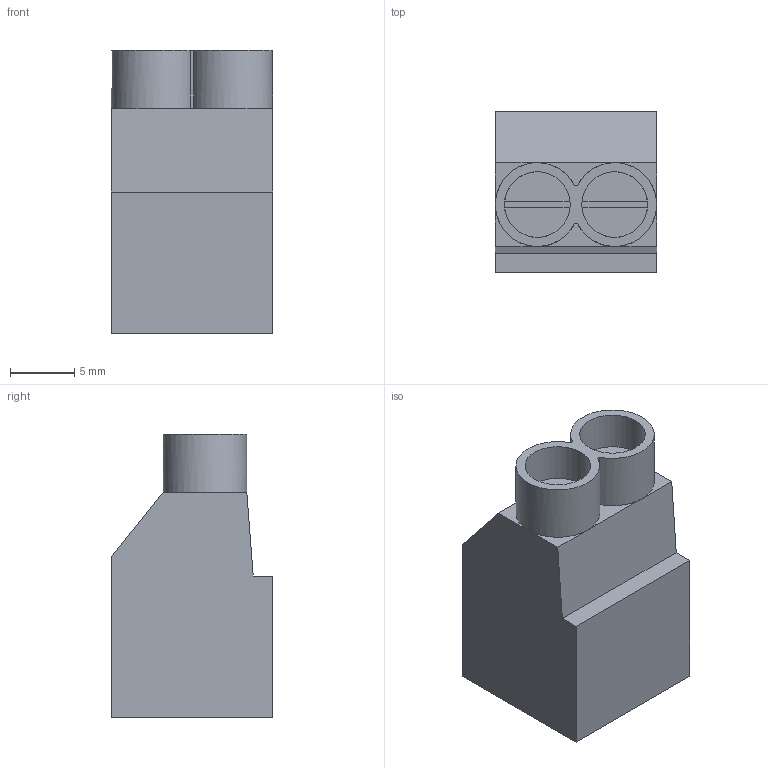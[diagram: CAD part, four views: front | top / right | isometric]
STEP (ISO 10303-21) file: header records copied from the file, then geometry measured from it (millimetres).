
FILE_DESCRIPTION( ( '' ), ' ' );
FILE_NAME( '5d5713a182fa5b15db0b02c1.step', '2019-08-16T20:35:45', ( '' ), ( '' ), ' ', ' ', ' ' );
FILE_SCHEMA( ( 'AUTOMOTIVE_DESIGN { 1 0 10303 214 1 1 1 1 }' ) );
Length unit declared in the file: metre
Products named in the file (3): Part 3; Part 2; Part 1
Bounding box: 12.5 x 12.5 x 22 mm (x, y, z)
Volume: 1757.2 mm3; surface area: 2087.2 mm2
Topology: 3 solids, 3 shells, 47 faces, 105 edges, 68 vertices
Faces by surface type: plane 41, cylinder 6
Full cylindrical faces by diameter (mm): 5.1 x4
Entity records: 1669 total; most frequent: DIRECTION 223, CARTESIAN_POINT 215, ORIENTED_EDGE 198, EDGE_CURVE 99, LINE 75, VECTOR 75, AXIS2_PLACEMENT_3D 74, VERTEX_POINT 66
